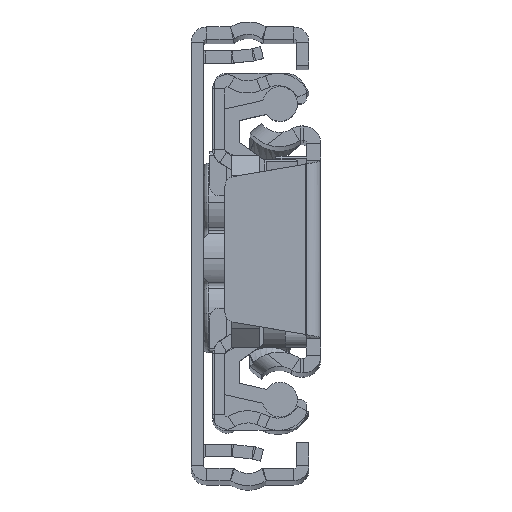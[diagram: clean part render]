
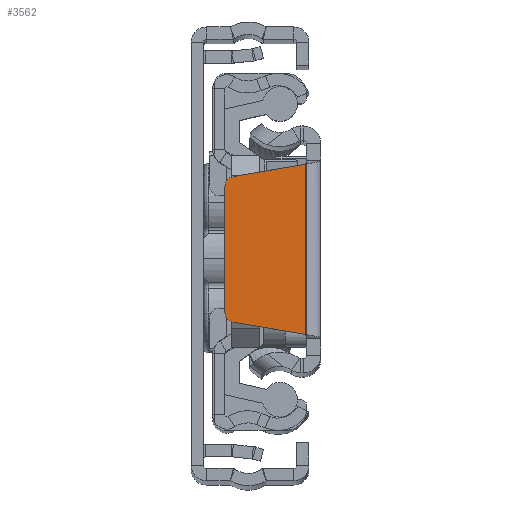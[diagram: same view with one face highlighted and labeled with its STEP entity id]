
A CAD part, top view. The second image highlights one B-rep face of the part: STEP entity #3562.
In plain terms, the highlighted planar face has unit normal (0, 0, 1).
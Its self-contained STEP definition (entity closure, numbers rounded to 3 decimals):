
#590 = DIRECTION ( 'NONE',  ( 0.986, 0.168, 0. ) ) ;
#1169 = EDGE_LOOP ( 'NONE', ( #3711, #17243, #1315, #13153, #7626, #14388 ) ) ;
#1268 = CARTESIAN_POINT ( 'NONE',  ( -8.568, -7.142, 0. ) ) ;
#1315 = ORIENTED_EDGE ( 'NONE', *, *, #16193, .F. ) ;
#1570 = CIRCLE ( 'NONE', #19424, 1. ) ;
#1647 = DIRECTION ( 'NONE',  ( 0., -1., 0. ) ) ;
#2133 = VERTEX_POINT ( 'NONE', #16880 ) ;
#2534 = VECTOR ( 'NONE', #1647, 1000. ) ;
#2991 = VERTEX_POINT ( 'NONE', #14260 ) ;
#3156 = EDGE_CURVE ( 'NONE', #10039, #16009, #1570, .T. ) ;
#3248 = DIRECTION ( 'NONE',  ( 0., 0., -1. ) ) ;
#3361 = CARTESIAN_POINT ( 'NONE',  ( -8.568, -7.142, 0. ) ) ;
#3562 = ADVANCED_FACE ( 'NONE', ( #14936 ), #4254, .F. ) ;
#3586 = CARTESIAN_POINT ( 'NONE',  ( -9.4, 6.156, 0. ) ) ;
#3711 = ORIENTED_EDGE ( 'NONE', *, *, #10585, .F. ) ;
#4153 = CARTESIAN_POINT ( 'NONE',  ( -8.4, 6.156, 0. ) ) ;
#4224 = DIRECTION ( 'NONE',  ( 0., 1., 0. ) ) ;
#4254 = PLANE ( 'NONE',  #15548 ) ;
#5379 = DIRECTION ( 'NONE',  ( -1., 0., 0. ) ) ;
#5727 = CARTESIAN_POINT ( 'NONE',  ( -1.5, 8.35, 0. ) ) ;
#7255 = AXIS2_PLACEMENT_3D ( 'NONE', #12790, #3248, #18902 ) ;
#7626 = ORIENTED_EDGE ( 'NONE', *, *, #3156, .F. ) ;
#7829 = CARTESIAN_POINT ( 'NONE',  ( -9.4, -6.156, 0. ) ) ;
#7949 = LINE ( 'NONE', #14249, #2534 ) ;
#8764 = DIRECTION ( 'NONE',  ( 0., 0., -1. ) ) ;
#8923 = VERTEX_POINT ( 'NONE', #3586 ) ;
#9842 = EDGE_CURVE ( 'NONE', #15491, #2991, #12787, .T. ) ;
#10039 = VERTEX_POINT ( 'NONE', #1268 ) ;
#10585 = EDGE_CURVE ( 'NONE', #2991, #2133, #7949, .T. ) ;
#11268 = VECTOR ( 'NONE', #12617, 1000. ) ;
#11845 = CARTESIAN_POINT ( 'NONE',  ( -8.568, 7.142, 0. ) ) ;
#12617 = DIRECTION ( 'NONE',  ( -0.986, 0.168, 0. ) ) ;
#12787 = LINE ( 'NONE', #5727, #18776 ) ;
#12790 = CARTESIAN_POINT ( 'NONE',  ( -8.4, 6.156, 0. ) ) ;
#13153 = ORIENTED_EDGE ( 'NONE', *, *, #14580, .F. ) ;
#13415 = DIRECTION ( 'NONE',  ( -1., 0., 0. ) ) ;
#14243 = LINE ( 'NONE', #3361, #11268 ) ;
#14249 = CARTESIAN_POINT ( 'NONE',  ( -1.5, -8.35, 0. ) ) ;
#14260 = CARTESIAN_POINT ( 'NONE',  ( -1.5, 8.35, 0. ) ) ;
#14388 = ORIENTED_EDGE ( 'NONE', *, *, #18456, .F. ) ;
#14580 = EDGE_CURVE ( 'NONE', #16009, #8923, #16828, .T. ) ;
#14716 = VECTOR ( 'NONE', #4224, 1000. ) ;
#14936 = FACE_OUTER_BOUND ( 'NONE', #1169, .T. ) ;
#15399 = CARTESIAN_POINT ( 'NONE',  ( -9.4, 6.156, 0. ) ) ;
#15491 = VERTEX_POINT ( 'NONE', #11845 ) ;
#15548 = AXIS2_PLACEMENT_3D ( 'NONE', #4153, #19710, #5379 ) ;
#16009 = VERTEX_POINT ( 'NONE', #7829 ) ;
#16020 = CIRCLE ( 'NONE', #7255, 1. ) ;
#16193 = EDGE_CURVE ( 'NONE', #8923, #15491, #16020, .T. ) ;
#16479 = CARTESIAN_POINT ( 'NONE',  ( -8.4, -6.156, 0. ) ) ;
#16828 = LINE ( 'NONE', #15399, #14716 ) ;
#16880 = CARTESIAN_POINT ( 'NONE',  ( -1.5, -8.35, 0. ) ) ;
#17243 = ORIENTED_EDGE ( 'NONE', *, *, #9842, .F. ) ;
#18456 = EDGE_CURVE ( 'NONE', #2133, #10039, #14243, .T. ) ;
#18776 = VECTOR ( 'NONE', #590, 1000. ) ;
#18902 = DIRECTION ( 'NONE',  ( -1., 0., 0. ) ) ;
#19424 = AXIS2_PLACEMENT_3D ( 'NONE', #16479, #8764, #13415 ) ;
#19710 = DIRECTION ( 'NONE',  ( 0., 0., -1. ) ) ;
